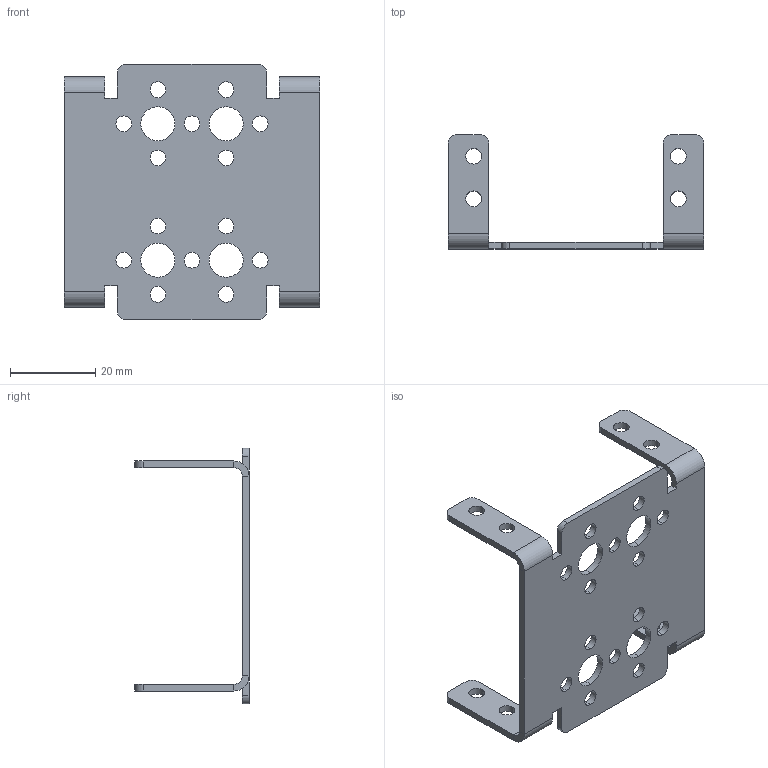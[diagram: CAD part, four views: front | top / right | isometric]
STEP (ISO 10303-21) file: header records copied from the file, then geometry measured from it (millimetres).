
FILE_DESCRIPTION (( 'STEP AP214' ), '1' );
FILE_NAME ('Bracket Servo Double.step', '2017-10-17T01:21:19', ( '' ), ( '' ), 'SwSTEP 2.0', 'SolidWorks 2017', '' );
FILE_SCHEMA (( 'AUTOMOTIVE_DESIGN' ));
Length unit declared in the file: millimetre
Products named in the file (1): Bracket Servo Double
Bounding box: 60 x 26.8 x 60 mm (x, y, z)
Volume: 6166.4 mm3; surface area: 9016.8 mm2
Topology: 1 solids, 1 shells, 118 faces, 316 edges, 200 vertices
Faces by surface type: cylinder 72, plane 46
Entity records: 3846 total; most frequent: DIRECTION 698, CARTESIAN_POINT 635, ORIENTED_EDGE 632, EDGE_CURVE 316, AXIS2_PLACEMENT_3D 263, VERTEX_POINT 200, LINE 172, VECTOR 172
